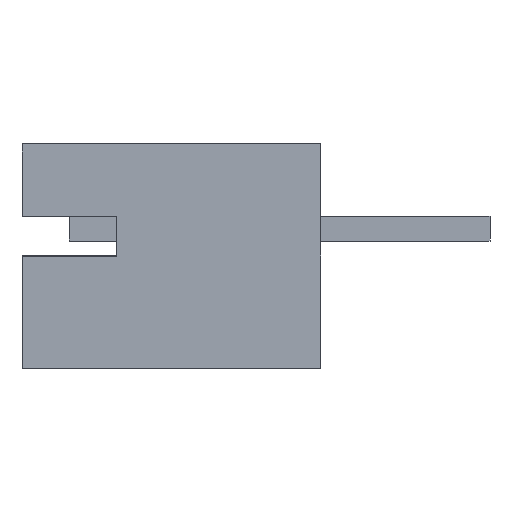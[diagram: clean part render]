
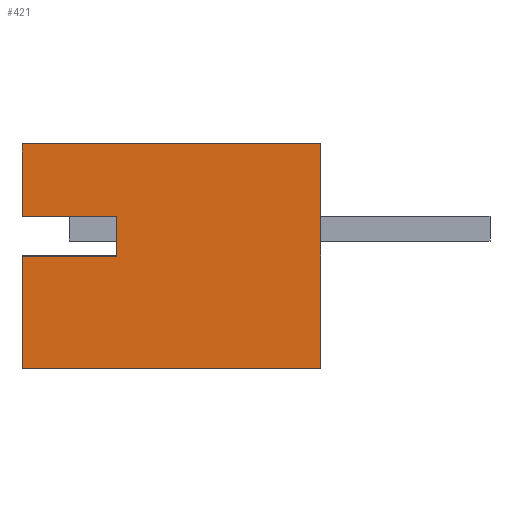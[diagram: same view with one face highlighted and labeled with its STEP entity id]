
A CAD part, left-side view. The second image highlights one B-rep face of the part: STEP entity #421.
In plain terms, the highlighted planar face has unit normal (-1, 0, 0).
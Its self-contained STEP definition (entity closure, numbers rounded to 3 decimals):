
#7 = VERTEX_POINT ( 'NONE', #1097 ) ;
#33 = VERTEX_POINT ( 'NONE', #1180 ) ;
#42 = VERTEX_POINT ( 'NONE', #1228 ) ;
#261 = VERTEX_POINT ( 'NONE', #1746 ) ;
#272 = EDGE_CURVE ( 'NONE', #42, #33, #1733, .T. ) ;
#280 = EDGE_CURVE ( 'NONE', #33, #282, #1791, .T. ) ;
#282 = VERTEX_POINT ( 'NONE', #1787 ) ;
#291 = VERTEX_POINT ( 'NONE', #1776 ) ;
#293 = EDGE_CURVE ( 'NONE', #261, #291, #1775, .T. ) ;
#301 = ORIENTED_EDGE ( 'NONE', *, *, #4425, .T. ) ;
#313 = EDGE_CURVE ( 'NONE', #1070, #42, #1810, .T. ) ;
#385 = ORIENTED_EDGE ( 'NONE', *, *, #1087, .T. ) ;
#386 = ORIENTED_EDGE ( 'NONE', *, *, #313, .T. ) ;
#387 = ORIENTED_EDGE ( 'NONE', *, *, #272, .T. ) ;
#388 = ORIENTED_EDGE ( 'NONE', *, *, #280, .T. ) ;
#391 = ORIENTED_EDGE ( 'NONE', *, *, #4413, .T. ) ;
#392 = ORIENTED_EDGE ( 'NONE', *, *, #293, .T. ) ;
#393 = ORIENTED_EDGE ( 'NONE', *, *, #420, .T. ) ;
#420 = EDGE_CURVE ( 'NONE', #291, #4420, #2081, .T. ) ;
#421 = ADVANCED_FACE ( 'NONE', ( #2077 ), #2124, .F. ) ;
#422 = EDGE_LOOP ( 'NONE', ( #301, #385, #386, #387, #388, #391, #392, #393 ) ) ;
#1070 = VERTEX_POINT ( 'NONE', #4156 ) ;
#1087 = EDGE_CURVE ( 'NONE', #7, #1070, #4237, .T. ) ;
#1097 = CARTESIAN_POINT ( 'NONE',  ( 7.95, 0., 0. ) ) ;
#1180 = CARTESIAN_POINT ( 'NONE',  ( 7.95, 6., 3.05 ) ) ;
#1228 = CARTESIAN_POINT ( 'NONE',  ( 7.95, 6., 4.5 ) ) ;
#1730 = DIRECTION ( 'NONE',  ( 0., 0., -1. ) ) ;
#1731 = VECTOR ( 'NONE', #1730, 1000. ) ;
#1732 = CARTESIAN_POINT ( 'NONE',  ( 7.95, 6., 3.05 ) ) ;
#1733 = LINE ( 'NONE', #1732, #1731 ) ;
#1746 = CARTESIAN_POINT ( 'NONE',  ( 7.95, 4.1, 2.25 ) ) ;
#1773 = VECTOR ( 'NONE', #1832, 1000. ) ;
#1774 = CARTESIAN_POINT ( 'NONE',  ( 7.95, 6., 2.25 ) ) ;
#1775 = LINE ( 'NONE', #1774, #1773 ) ;
#1776 = CARTESIAN_POINT ( 'NONE',  ( 7.95, 6., 2.25 ) ) ;
#1787 = CARTESIAN_POINT ( 'NONE',  ( 7.95, 4.1, 3.05 ) ) ;
#1788 = DIRECTION ( 'NONE',  ( 0., -1., 0. ) ) ;
#1789 = VECTOR ( 'NONE', #1788, 1000. ) ;
#1790 = CARTESIAN_POINT ( 'NONE',  ( 7.95, 4.1, 3.05 ) ) ;
#1791 = LINE ( 'NONE', #1790, #1789 ) ;
#1807 = DIRECTION ( 'NONE',  ( 0., 1., 0. ) ) ;
#1808 = VECTOR ( 'NONE', #1807, 1000. ) ;
#1809 = CARTESIAN_POINT ( 'NONE',  ( 7.95, 0., 4.5 ) ) ;
#1810 = LINE ( 'NONE', #1809, #1808 ) ;
#1832 = DIRECTION ( 'NONE',  ( 0., 1., 0. ) ) ;
#2077 = FACE_OUTER_BOUND ( 'NONE', #422, .T. ) ;
#2078 = DIRECTION ( 'NONE',  ( 0., 0., -1. ) ) ;
#2079 = VECTOR ( 'NONE', #2078, 1000. ) ;
#2080 = CARTESIAN_POINT ( 'NONE',  ( 7.95, 6., 0. ) ) ;
#2081 = LINE ( 'NONE', #2080, #2079 ) ;
#2120 = DIRECTION ( 'NONE',  ( 0., 0., -1. ) ) ;
#2121 = DIRECTION ( 'NONE',  ( 1., 0., 0. ) ) ;
#2122 = CARTESIAN_POINT ( 'NONE',  ( 7.95, 6., 0. ) ) ;
#2123 = AXIS2_PLACEMENT_3D ( 'NONE', #2122, #2121, #2120 ) ;
#2124 = PLANE ( 'NONE',  #2123 ) ;
#4156 = CARTESIAN_POINT ( 'NONE',  ( 7.95, 0., 4.5 ) ) ;
#4234 = DIRECTION ( 'NONE',  ( 0., 0., 1. ) ) ;
#4235 = VECTOR ( 'NONE', #4234, 1000. ) ;
#4236 = CARTESIAN_POINT ( 'NONE',  ( 7.95, 0., 0. ) ) ;
#4237 = LINE ( 'NONE', #4236, #4235 ) ;
#4328 = DIRECTION ( 'NONE',  ( 0., 0., -1. ) ) ;
#4329 = VECTOR ( 'NONE', #4328, 1000. ) ;
#4330 = CARTESIAN_POINT ( 'NONE',  ( 7.95, 4.1, 2.25 ) ) ;
#4331 = LINE ( 'NONE', #4330, #4329 ) ;
#4340 = DIRECTION ( 'NONE',  ( 0., -1., 0. ) ) ;
#4341 = VECTOR ( 'NONE', #4340, 1000. ) ;
#4342 = CARTESIAN_POINT ( 'NONE',  ( 7.95, 0., 0. ) ) ;
#4343 = LINE ( 'NONE', #4342, #4341 ) ;
#4349 = CARTESIAN_POINT ( 'NONE',  ( 7.95, 6., 0. ) ) ;
#4413 = EDGE_CURVE ( 'NONE', #282, #261, #4331, .T. ) ;
#4420 = VERTEX_POINT ( 'NONE', #4349 ) ;
#4425 = EDGE_CURVE ( 'NONE', #4420, #7, #4343, .T. ) ;
